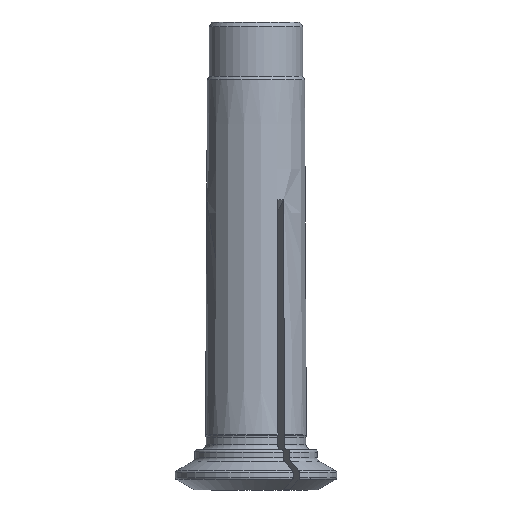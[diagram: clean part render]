
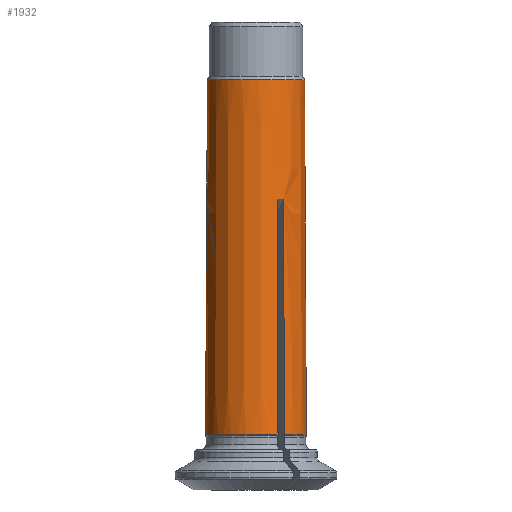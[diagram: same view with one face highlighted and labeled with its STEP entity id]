
A CAD part, front view. The second image highlights one B-rep face of the part: STEP entity #1932.
In plain terms, the highlighted conical face has half-angle 0.286 degrees and reference radius 3.002 mm.
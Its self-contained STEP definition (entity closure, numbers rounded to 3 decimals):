
#21=ELLIPSE('',#2002,4.345,3.072);
#24=ELLIPSE('',#2041,4.345,3.072);
#27=ELLIPSE('',#2099,4.345,3.072);
#110=LINE('',#2701,#179);
#131=LINE('',#2882,#200);
#145=LINE('',#2987,#214);
#158=LINE('',#3075,#227);
#160=LINE('',#3080,#229);
#161=LINE('',#3081,#230);
#179=VECTOR('',#2240,1000.);
#200=VECTOR('',#2339,1000.);
#214=VECTOR('',#2409,1000.);
#227=VECTOR('',#2486,1000.);
#229=VECTOR('',#2492,1000.);
#230=VECTOR('',#2493,1000.);
#267=CONICAL_SURFACE('',#2103,3.002,0.005);
#572=ORIENTED_EDGE('',*,*,#888,.F.);
#573=ORIENTED_EDGE('',*,*,#886,.F.);
#574=ORIENTED_EDGE('',*,*,#776,.F.);
#575=ORIENTED_EDGE('',*,*,#889,.T.);
#576=ORIENTED_EDGE('',*,*,#810,.F.);
#577=ORIENTED_EDGE('',*,*,#811,.F.);
#578=ORIENTED_EDGE('',*,*,#867,.F.);
#579=ORIENTED_EDGE('',*,*,#890,.T.);
#580=ORIENTED_EDGE('',*,*,#748,.F.);
#581=ORIENTED_EDGE('',*,*,#749,.F.);
#582=ORIENTED_EDGE('',*,*,#829,.F.);
#583=ORIENTED_EDGE('',*,*,#850,.T.);
#584=ORIENTED_EDGE('',*,*,#880,.F.);
#748=EDGE_CURVE('',#949,#947,#21,.T.);
#749=EDGE_CURVE('',#950,#949,#110,.T.);
#776=EDGE_CURVE('',#974,#975,#1087,.T.);
#810=EDGE_CURVE('',#999,#997,#24,.T.);
#811=EDGE_CURVE('',#1000,#999,#131,.T.);
#829=EDGE_CURVE('',#1012,#950,#1106,.T.);
#850=EDGE_CURVE('',#1012,#1025,#145,.T.);
#867=EDGE_CURVE('',#1035,#1000,#1126,.T.);
#880=EDGE_CURVE('',#1041,#1025,#27,.T.);
#886=EDGE_CURVE('',#975,#1041,#158,.T.);
#888=EDGE_CURVE('',#1044,#1044,#1130,.T.);
#889=EDGE_CURVE('',#974,#997,#160,.T.);
#890=EDGE_CURVE('',#1035,#947,#161,.T.);
#947=VERTEX_POINT('',#2694);
#949=VERTEX_POINT('',#2698);
#950=VERTEX_POINT('',#2702);
#974=VERTEX_POINT('',#2782);
#975=VERTEX_POINT('',#2783);
#997=VERTEX_POINT('',#2875);
#999=VERTEX_POINT('',#2879);
#1000=VERTEX_POINT('',#2883);
#1012=VERTEX_POINT('',#2930);
#1025=VERTEX_POINT('',#2986);
#1035=VERTEX_POINT('',#3031);
#1041=VERTEX_POINT('',#3064);
#1044=VERTEX_POINT('',#3079);
#1087=CIRCLE('',#2016,3.13);
#1106=CIRCLE('',#2051,3.13);
#1126=CIRCLE('',#2087,3.13);
#1130=CIRCLE('',#2104,3.02);
#1204=EDGE_LOOP('',(#572));
#1205=EDGE_LOOP('',(#573,#574,#575,#576,#577,#578,#579,#580,#581,#582,#583,
#584));
#1300=FACE_BOUND('',#1204,.T.);
#1301=FACE_BOUND('',#1205,.T.);
#1932=ADVANCED_FACE('',(#1300,#1301),#267,.T.);
#2002=AXIS2_PLACEMENT_3D('',#2699,#2236,#2237);
#2016=AXIS2_PLACEMENT_3D('',#2781,#2275,#2276);
#2041=AXIS2_PLACEMENT_3D('',#2880,#2335,#2336);
#2051=AXIS2_PLACEMENT_3D('',#2932,#2363,#2364);
#2087=AXIS2_PLACEMENT_3D('',#3030,#2446,#2447);
#2099=AXIS2_PLACEMENT_3D('',#3065,#2474,#2475);
#2103=AXIS2_PLACEMENT_3D('',#3077,#2488,#2489);
#2104=AXIS2_PLACEMENT_3D('',#3078,#2490,#2491);
#2236=DIRECTION('',(0.354,-0.612,-0.707));
#2237=DIRECTION('',(-0.354,0.612,-0.707));
#2240=DIRECTION('',(-0.003,0.004,1.));
#2275=DIRECTION('',(0.,0.,-1.));
#2276=DIRECTION('',(-1.,0.,0.));
#2335=DIRECTION('',(-0.707,0.,-0.707));
#2336=DIRECTION('',(0.707,0.,-0.707));
#2339=DIRECTION('',(0.005,0.,1.));
#2363=DIRECTION('',(0.,0.,-1.));
#2364=DIRECTION('',(-1.,0.,0.));
#2409=DIRECTION('',(-0.003,-0.004,1.));
#2446=DIRECTION('',(0.,0.,-1.));
#2447=DIRECTION('',(-1.,0.,0.));
#2474=DIRECTION('',(0.354,0.612,-0.707));
#2475=DIRECTION('',(-0.354,-0.612,-0.707));
#2486=DIRECTION('',(-0.003,-0.004,1.));
#2488=DIRECTION('',(0.,0.,-1.));
#2489=DIRECTION('',(-1.,0.,0.));
#2490=DIRECTION('',(0.,0.,1.));
#2491=DIRECTION('',(1.,0.,0.));
#2492=DIRECTION('',(0.005,0.,1.));
#2493=DIRECTION('',(-0.003,0.004,1.));
#2694=CARTESIAN_POINT('',(1.33,-2.753,17.992));
#2698=CARTESIAN_POINT('',(1.719,-2.528,17.992));
#2699=CARTESIAN_POINT('',(-0.008,0.013,14.928));
#2701=CARTESIAN_POINT('',(1.737,-2.559,10.708));
#2702=CARTESIAN_POINT('',(1.756,-2.591,3.425));
#2781=CARTESIAN_POINT('',(0.,0.,3.425));
#2782=CARTESIAN_POINT('',(-3.122,0.225,3.425));
#2783=CARTESIAN_POINT('',(1.366,2.816,3.425));
#2875=CARTESIAN_POINT('',(-3.049,0.225,17.992));
#2879=CARTESIAN_POINT('',(-3.049,-0.225,17.992));
#2880=CARTESIAN_POINT('',(0.015,0.,14.928));
#2882=CARTESIAN_POINT('',(-3.085,-0.225,10.708));
#2883=CARTESIAN_POINT('',(-3.122,-0.225,3.425));
#2930=CARTESIAN_POINT('',(1.756,2.591,3.425));
#2932=CARTESIAN_POINT('',(0.,0.,3.425));
#2986=CARTESIAN_POINT('',(1.719,2.528,17.992));
#2987=CARTESIAN_POINT('',(1.737,2.559,10.708));
#3030=CARTESIAN_POINT('',(0.,0.,3.425));
#3031=CARTESIAN_POINT('',(1.366,-2.816,3.425));
#3064=CARTESIAN_POINT('',(1.33,2.753,17.992));
#3065=CARTESIAN_POINT('',(-0.008,-0.013,14.928));
#3075=CARTESIAN_POINT('',(1.348,2.784,10.708));
#3077=CARTESIAN_POINT('',(0.,0.,29.));
#3078=CARTESIAN_POINT('',(0.,0.,25.416));
#3079=CARTESIAN_POINT('',(3.02,0.,25.416));
#3080=CARTESIAN_POINT('',(-3.085,0.225,10.708));
#3081=CARTESIAN_POINT('',(1.348,-2.784,10.708));
